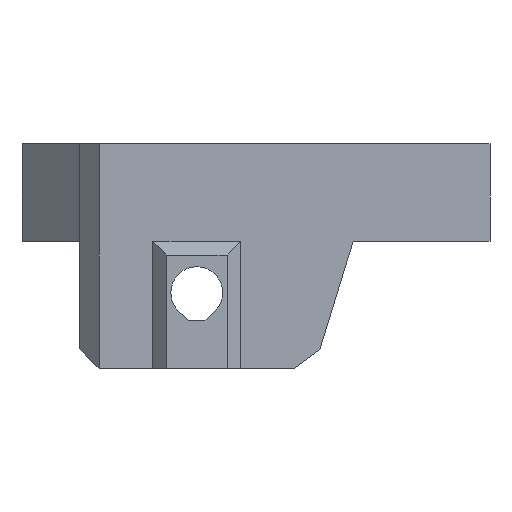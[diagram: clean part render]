
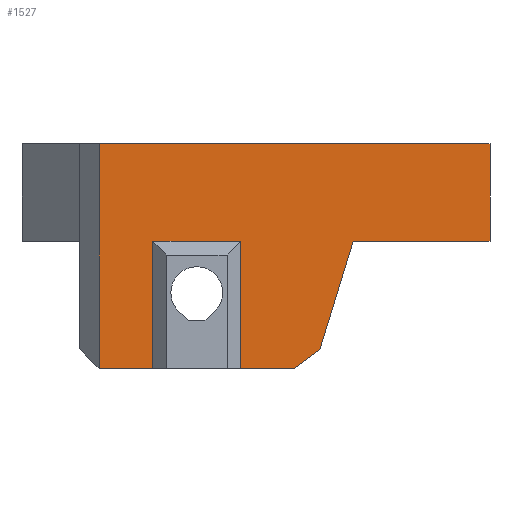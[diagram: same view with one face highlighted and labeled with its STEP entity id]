
A CAD part, left-side view. The second image highlights one B-rep face of the part: STEP entity #1527.
In plain terms, the highlighted planar face has unit normal (-1, 0, 0).
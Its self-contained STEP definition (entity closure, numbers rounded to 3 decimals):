
#35=FACE_OUTER_BOUND('',#119,.T.);
#119=EDGE_LOOP('',(#1031,#1032,#1033,#1034,#1035,#1036,#1037,#1038,#1039,
#1040,#1041));
#205=LINE('',#2114,#421);
#212=LINE('',#2131,#428);
#214=LINE('',#2136,#430);
#218=LINE('',#2144,#434);
#220=LINE('',#2147,#436);
#227=LINE('',#2161,#443);
#228=LINE('',#2163,#444);
#229=LINE('',#2165,#445);
#230=LINE('',#2167,#446);
#231=LINE('',#2168,#447);
#232=LINE('',#2169,#448);
#421=VECTOR('',#1718,10.);
#428=VECTOR('',#1731,10.);
#430=VECTOR('',#1735,10.);
#434=VECTOR('',#1741,10.);
#436=VECTOR('',#1743,10.);
#443=VECTOR('',#1752,10.);
#444=VECTOR('',#1753,10.);
#445=VECTOR('',#1754,10.);
#446=VECTOR('',#1755,10.);
#447=VECTOR('',#1756,10.);
#448=VECTOR('',#1757,10.);
#634=VERTEX_POINT('',#2107);
#637=VERTEX_POINT('',#2112);
#644=VERTEX_POINT('',#2130);
#645=VERTEX_POINT('',#2134);
#646=VERTEX_POINT('',#2135);
#649=VERTEX_POINT('',#2143);
#650=VERTEX_POINT('',#2146);
#656=VERTEX_POINT('',#2160);
#657=VERTEX_POINT('',#2162);
#658=VERTEX_POINT('',#2164);
#659=VERTEX_POINT('',#2166);
#781=EDGE_CURVE('',#634,#637,#205,.T.);
#789=EDGE_CURVE('',#634,#644,#212,.T.);
#791=EDGE_CURVE('',#645,#646,#214,.T.);
#795=EDGE_CURVE('',#646,#649,#218,.T.);
#797=EDGE_CURVE('',#644,#650,#220,.T.);
#804=EDGE_CURVE('',#656,#645,#227,.T.);
#805=EDGE_CURVE('',#656,#657,#228,.T.);
#806=EDGE_CURVE('',#657,#658,#229,.T.);
#807=EDGE_CURVE('',#659,#658,#230,.T.);
#808=EDGE_CURVE('',#650,#659,#231,.T.);
#809=EDGE_CURVE('',#637,#649,#232,.T.);
#1031=ORIENTED_EDGE('',*,*,#791,.F.);
#1032=ORIENTED_EDGE('',*,*,#804,.F.);
#1033=ORIENTED_EDGE('',*,*,#805,.T.);
#1034=ORIENTED_EDGE('',*,*,#806,.T.);
#1035=ORIENTED_EDGE('',*,*,#807,.F.);
#1036=ORIENTED_EDGE('',*,*,#808,.F.);
#1037=ORIENTED_EDGE('',*,*,#797,.F.);
#1038=ORIENTED_EDGE('',*,*,#789,.F.);
#1039=ORIENTED_EDGE('',*,*,#781,.T.);
#1040=ORIENTED_EDGE('',*,*,#809,.T.);
#1041=ORIENTED_EDGE('',*,*,#795,.F.);
#1446=PLANE('',#1629);
#1527=ADVANCED_FACE('',(#35),#1446,.T.);
#1629=AXIS2_PLACEMENT_3D('',#2159,#1750,#1751);
#1718=DIRECTION('',(0.,-1.,0.));
#1731=DIRECTION('',(0.,0.,-1.));
#1735=DIRECTION('',(0.,0.804,-0.594));
#1741=DIRECTION('',(0.,1.,0.));
#1743=DIRECTION('',(0.,1.,0.));
#1750=DIRECTION('center_axis',(-1.,0.,0.));
#1751=DIRECTION('ref_axis',(0.,-1.,0.));
#1752=DIRECTION('',(0.,0.294,-0.956));
#1753=DIRECTION('',(0.,-1.,0.));
#1754=DIRECTION('',(0.,0.,1.));
#1755=DIRECTION('',(0.,-1.,0.));
#1756=DIRECTION('',(0.,0.,1.));
#1757=DIRECTION('',(0.,0.,-1.));
#2107=CARTESIAN_POINT('',(0.,34.5,0.));
#2112=CARTESIAN_POINT('',(0.,25.5,0.));
#2114=CARTESIAN_POINT('',(0.,42.,0.));
#2130=CARTESIAN_POINT('',(0.,34.5,-13.));
#2131=CARTESIAN_POINT('',(0.,34.5,0.));
#2134=CARTESIAN_POINT('',(0.,17.412,-11.088));
#2135=CARTESIAN_POINT('',(0.,20.,-13.));
#2136=CARTESIAN_POINT('',(0.,23.364,-15.485));
#2143=CARTESIAN_POINT('',(0.,25.5,-13.));
#2144=CARTESIAN_POINT('',(0.,42.,-13.));
#2146=CARTESIAN_POINT('',(0.,40.,-13.));
#2147=CARTESIAN_POINT('',(0.,42.,-13.));
#2159=CARTESIAN_POINT('Origin',(0.,42.,0.));
#2160=CARTESIAN_POINT('',(0.,14.,0.));
#2161=CARTESIAN_POINT('',(0.,16.211,-7.185));
#2162=CARTESIAN_POINT('',(0.,0.,0.));
#2163=CARTESIAN_POINT('',(0.,42.,0.));
#2164=CARTESIAN_POINT('',(0.,0.,10.));
#2165=CARTESIAN_POINT('',(0.,0.,0.));
#2166=CARTESIAN_POINT('',(0.,40.,10.));
#2167=CARTESIAN_POINT('',(0.,42.,10.));
#2168=CARTESIAN_POINT('',(0.,40.,0.));
#2169=CARTESIAN_POINT('',(0.,25.5,0.));
